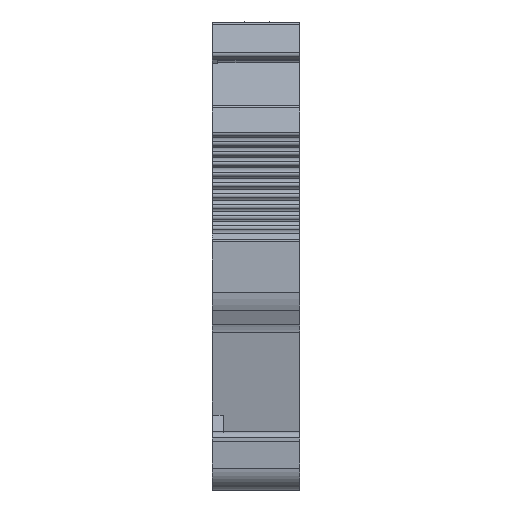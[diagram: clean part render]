
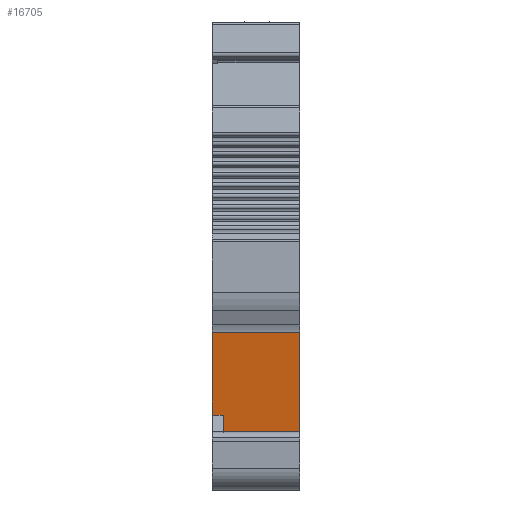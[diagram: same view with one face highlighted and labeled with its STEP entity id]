
A CAD part, left-side view. The second image highlights one B-rep face of the part: STEP entity #16705.
In plain terms, the highlighted planar face has unit normal (-0.986, 0, -0.168).
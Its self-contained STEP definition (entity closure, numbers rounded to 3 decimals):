
#2979=ORIENTED_EDGE('',*,*,#5791,.T.);
#2980=ORIENTED_EDGE('',*,*,#5792,.F.);
#2981=ORIENTED_EDGE('',*,*,#5793,.T.);
#2982=ORIENTED_EDGE('',*,*,#5794,.F.);
#2983=ORIENTED_EDGE('',*,*,#5789,.F.);
#2984=ORIENTED_EDGE('',*,*,#5478,.F.);
#5478=EDGE_CURVE('',#7058,#7059,#8229,.T.);
#5789=EDGE_CURVE('',#7059,#7295,#8407,.T.);
#5791=EDGE_CURVE('',#7058,#7296,#8408,.T.);
#5792=EDGE_CURVE('',#7297,#7296,#8409,.T.);
#5793=EDGE_CURVE('',#7297,#7298,#8410,.T.);
#5794=EDGE_CURVE('',#7295,#7298,#8411,.T.);
#7058=VERTEX_POINT('',#23825);
#7059=VERTEX_POINT('',#23827);
#7295=VERTEX_POINT('',#24537);
#7296=VERTEX_POINT('',#24541);
#7297=VERTEX_POINT('',#24543);
#7298=VERTEX_POINT('',#24545);
#8229=LINE('',#23826,#9492);
#8407=LINE('',#24536,#9670);
#8408=LINE('',#24540,#9671);
#8409=LINE('',#24542,#9672);
#8410=LINE('',#24544,#9673);
#8411=LINE('',#24546,#9674);
#9492=VECTOR('',#19751,1000.);
#9670=VECTOR('',#20303,1000.);
#9671=VECTOR('',#20308,1000.);
#9672=VECTOR('',#20309,1000.);
#9673=VECTOR('',#20310,1000.);
#9674=VECTOR('',#20311,1000.);
#10475=EDGE_LOOP('',(#2979,#2980,#2981,#2982,#2983,#2984));
#11136=FACE_BOUND('',#10475,.T.);
#11651=PLANE('',#17699);
#16705=ADVANCED_FACE('',(#11136),#11651,.F.);
#17699=AXIS2_PLACEMENT_3D('',#24539,#20306,#20307);
#19751=DIRECTION('',(-0.168,0.,0.986));
#20303=DIRECTION('',(0.,-1.,0.));
#20306=DIRECTION('',(0.986,0.,0.168));
#20307=DIRECTION('',(0.168,0.,-0.986));
#20308=DIRECTION('',(0.,-1.,0.));
#20309=DIRECTION('',(-0.168,0.,0.986));
#20310=DIRECTION('',(0.,-1.,0.));
#20311=DIRECTION('',(0.168,0.,-0.986));
#23825=CARTESIAN_POINT('',(-45.753,4.3,-11.136));
#23826=CARTESIAN_POINT('',(-45.85,4.3,-10.563));
#23827=CARTESIAN_POINT('',(-47.044,4.3,-3.557));
#24536=CARTESIAN_POINT('',(-47.044,88.697,-3.557));
#24537=CARTESIAN_POINT('',(-47.044,-3.7,-3.557));
#24539=CARTESIAN_POINT('',(-45.85,88.697,-10.563));
#24540=CARTESIAN_POINT('',(-45.753,88.697,-11.136));
#24541=CARTESIAN_POINT('',(-45.753,3.3,-11.136));
#24542=CARTESIAN_POINT('',(-45.053,3.3,-15.244));
#24543=CARTESIAN_POINT('',(-45.053,3.3,-15.244));
#24544=CARTESIAN_POINT('',(-45.053,3.3,-15.244));
#24545=CARTESIAN_POINT('',(-45.053,-3.7,-15.244));
#24546=CARTESIAN_POINT('',(-45.85,-3.7,-10.563));
